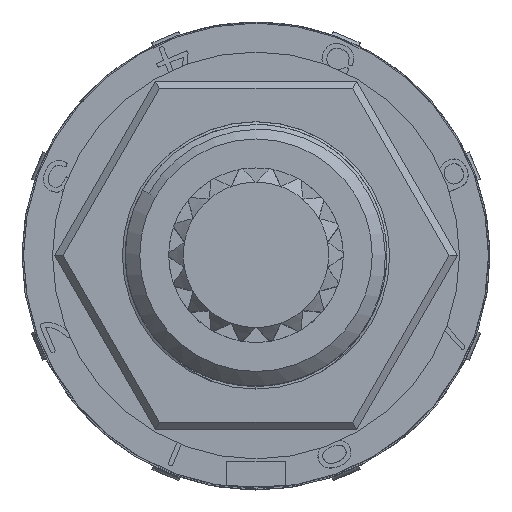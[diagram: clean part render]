
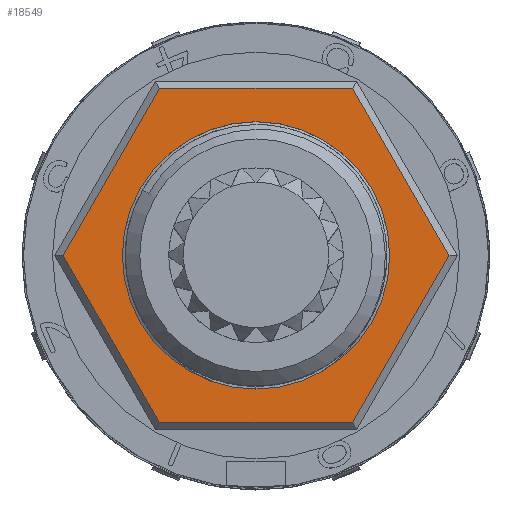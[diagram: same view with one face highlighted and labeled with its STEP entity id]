
A CAD part, top view. The second image highlights one B-rep face of the part: STEP entity #18549.
In plain terms, the highlighted planar face has unit normal (0, 0, 1).
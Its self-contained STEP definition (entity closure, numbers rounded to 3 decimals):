
#18400 = VERTEX_POINT('',#18401);
#18401 = CARTESIAN_POINT('',(-3.32,-5.75,14.));
#18409 = VERTEX_POINT('',#18410);
#18410 = CARTESIAN_POINT('',(3.32,-5.75,14.));
#18416 = EDGE_CURVE('',#18400,#18409,#18417,.T.);
#18417 = LINE('',#18418,#18419);
#18418 = CARTESIAN_POINT('',(-3.464,-5.75,14.));
#18419 = VECTOR('',#18420,1.);
#18420 = DIRECTION('',(1.,0.,0.));
#18530 = VERTEX_POINT('',#18531);
#18531 = CARTESIAN_POINT('',(-6.64,0.,14.));
#18539 = EDGE_CURVE('',#18530,#18400,#18540,.T.);
#18540 = LINE('',#18541,#18542);
#18541 = CARTESIAN_POINT('',(-6.712,0.125,14.));
#18542 = VECTOR('',#18543,1.);
#18543 = DIRECTION('',(0.5,-0.866,0.));
#18549 = ADVANCED_FACE('',(#18550,#18584),#18595,.T.);
#18550 = FACE_BOUND('',#18551,.T.);
#18551 = EDGE_LOOP('',(#18552,#18553,#18561,#18569,#18577,#18583));
#18552 = ORIENTED_EDGE('',*,*,#18416,.T.);
#18553 = ORIENTED_EDGE('',*,*,#18554,.T.);
#18554 = EDGE_CURVE('',#18409,#18555,#18557,.T.);
#18555 = VERTEX_POINT('',#18556);
#18556 = CARTESIAN_POINT('',(6.64,0.,14.));
#18557 = LINE('',#18558,#18559);
#18558 = CARTESIAN_POINT('',(3.248,-5.875,14.));
#18559 = VECTOR('',#18560,1.);
#18560 = DIRECTION('',(0.5,0.866,0.));
#18561 = ORIENTED_EDGE('',*,*,#18562,.T.);
#18562 = EDGE_CURVE('',#18555,#18563,#18565,.T.);
#18563 = VERTEX_POINT('',#18564);
#18564 = CARTESIAN_POINT('',(3.32,5.75,14.));
#18565 = LINE('',#18566,#18567);
#18566 = CARTESIAN_POINT('',(6.712,-0.125,14.));
#18567 = VECTOR('',#18568,1.);
#18568 = DIRECTION('',(-0.5,0.866,0.));
#18569 = ORIENTED_EDGE('',*,*,#18570,.T.);
#18570 = EDGE_CURVE('',#18563,#18571,#18573,.T.);
#18571 = VERTEX_POINT('',#18572);
#18572 = CARTESIAN_POINT('',(-3.32,5.75,14.));
#18573 = LINE('',#18574,#18575);
#18574 = CARTESIAN_POINT('',(3.464,5.75,14.));
#18575 = VECTOR('',#18576,1.);
#18576 = DIRECTION('',(-1.,0.,0.));
#18577 = ORIENTED_EDGE('',*,*,#18578,.T.);
#18578 = EDGE_CURVE('',#18571,#18530,#18579,.T.);
#18579 = LINE('',#18580,#18581);
#18580 = CARTESIAN_POINT('',(-3.248,5.875,14.));
#18581 = VECTOR('',#18582,1.);
#18582 = DIRECTION('',(-0.5,-0.866,0.));
#18583 = ORIENTED_EDGE('',*,*,#18539,.T.);
#18584 = FACE_BOUND('',#18585,.T.);
#18585 = EDGE_LOOP('',(#18586));
#18586 = ORIENTED_EDGE('',*,*,#18587,.F.);
#18587 = EDGE_CURVE('',#18588,#18588,#18590,.T.);
#18588 = VERTEX_POINT('',#18589);
#18589 = CARTESIAN_POINT('',(4.6,0.,14.));
#18590 = CIRCLE('',#18591,4.6);
#18591 = AXIS2_PLACEMENT_3D('',#18592,#18593,#18594);
#18592 = CARTESIAN_POINT('',(0.,0.,14.));
#18593 = DIRECTION('',(0.,0.,1.));
#18594 = DIRECTION('',(1.,0.,-0.));
#18595 = PLANE('',#18596);
#18596 = AXIS2_PLACEMENT_3D('',#18597,#18598,#18599);
#18597 = CARTESIAN_POINT('',(0.,0.,14.));
#18598 = DIRECTION('',(0.,0.,1.));
#18599 = DIRECTION('',(1.,0.,-0.));
